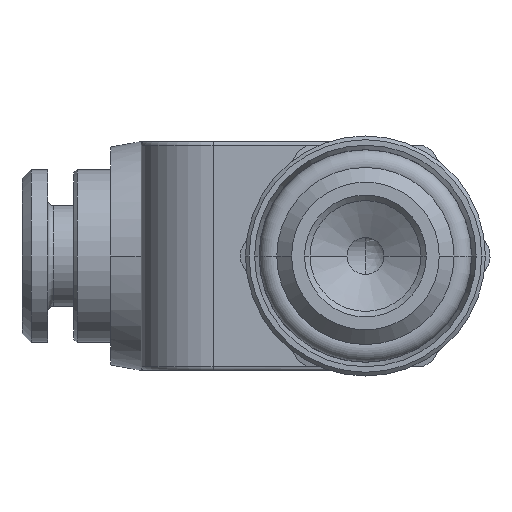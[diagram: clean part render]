
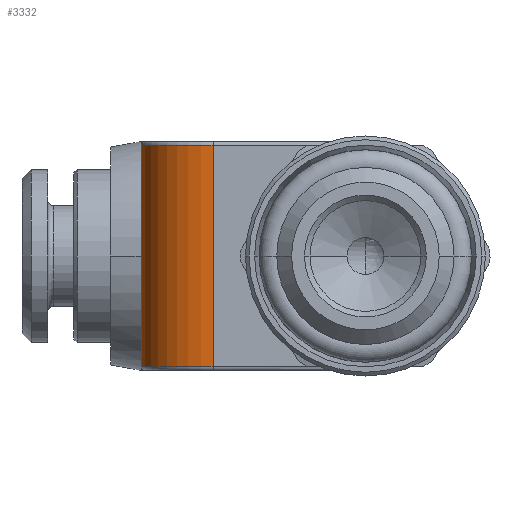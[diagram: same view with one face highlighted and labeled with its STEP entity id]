
A CAD part, front view. The second image highlights one B-rep face of the part: STEP entity #3332.
In plain terms, the highlighted cylindrical face has radius 3.9 mm (diameter 7.8 mm), a partial arc.
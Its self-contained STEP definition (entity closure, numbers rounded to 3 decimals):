
#105=DIRECTION('',(0.,0.,1.));
#106=VECTOR('',#105,12.);
#107=CARTESIAN_POINT('',(-12.15,-8.25,-6.));
#108=LINE('',#107,#106);
#416=CARTESIAN_POINT('',(-8.25,-8.25,6.));
#417=DIRECTION('',(0.,0.,1.));
#418=DIRECTION('',(-1.,0.,0.));
#419=AXIS2_PLACEMENT_3D('',#416,#417,#418);
#421=CARTESIAN_POINT('',(-8.25,-8.25,-6.));
#422=DIRECTION('',(0.,0.,-1.));
#423=DIRECTION('',(0.,-1.,0.));
#424=AXIS2_PLACEMENT_3D('',#421,#422,#423);
#541=DIRECTION('',(0.,0.,1.));
#542=VECTOR('',#541,12.);
#543=CARTESIAN_POINT('',(-8.25,-12.15,-6.));
#544=LINE('',#543,#542);
#2460=CARTESIAN_POINT('',(-8.25,-12.15,6.));
#2462=VERTEX_POINT('',#2460);
#2470=CARTESIAN_POINT('',(-12.15,-8.25,6.));
#2471=VERTEX_POINT('',#2470);
#2528=CARTESIAN_POINT('',(-12.15,-8.25,-6.));
#2529=VERTEX_POINT('',#2528);
#2530=CARTESIAN_POINT('',(-8.25,-12.15,-6.));
#2531=VERTEX_POINT('',#2530);
#3318=CARTESIAN_POINT('',(-8.25,-8.25,-6.2));
#3319=DIRECTION('',(0.,0.,1.));
#3320=DIRECTION('',(1.,0.,0.));
#3321=AXIS2_PLACEMENT_3D('',#3318,#3319,#3320);
#3322=CYLINDRICAL_SURFACE('',#3321,3.9);
#3324=ORIENTED_EDGE('',*,*,#3323,.T.);
#3326=ORIENTED_EDGE('',*,*,#3325,.F.);
#3328=ORIENTED_EDGE('',*,*,#3327,.T.);
#3329=ORIENTED_EDGE('',*,*,#3039,.T.);
#3330=EDGE_LOOP('',(#3324,#3326,#3328,#3329));
#3331=FACE_OUTER_BOUND('',#3330,.F.);
#3332=ADVANCED_FACE('',(#3331),#3322,.T.);
#420=CIRCLE('',#419,3.9);
#425=CIRCLE('',#424,3.9);
#3039=EDGE_CURVE('',#2529,#2471,#108,.T.);
#3323=EDGE_CURVE('',#2471,#2462,#420,.T.);
#3325=EDGE_CURVE('',#2531,#2462,#544,.T.);
#3327=EDGE_CURVE('',#2531,#2529,#425,.T.);
